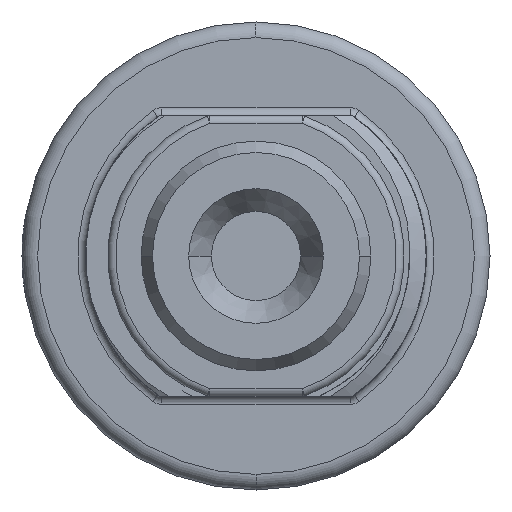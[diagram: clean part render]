
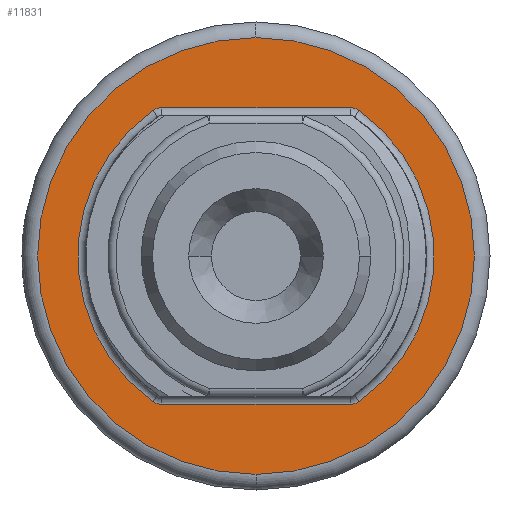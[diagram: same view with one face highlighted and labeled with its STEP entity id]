
A CAD part, front view. The second image highlights one B-rep face of the part: STEP entity #11831.
In plain terms, the highlighted planar face has unit normal (0, -1, 0).
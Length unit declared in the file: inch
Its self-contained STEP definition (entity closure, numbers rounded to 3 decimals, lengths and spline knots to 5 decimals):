
#1701=CARTESIAN_POINT('',(0.,-0.07874,0.));
#1702=DIRECTION('',(0.,1.,0.));
#1703=DIRECTION('',(0.,0.,-1.));
#1704=AXIS2_PLACEMENT_3D('',#1701,#1702,#1703);
#1706=CARTESIAN_POINT('',(0.,-0.07874,0.));
#1707=DIRECTION('',(0.,1.,0.));
#1708=DIRECTION('',(0.,0.,1.));
#1709=AXIS2_PLACEMENT_3D('',#1706,#1707,#1708);
#1711=CARTESIAN_POINT('',(0.,-0.07874,0.));
#1712=DIRECTION('',(0.,-1.,0.));
#1713=DIRECTION('',(-0.579,0.,0.815));
#1714=AXIS2_PLACEMENT_3D('',#1711,#1712,#1713);
#1716=CARTESIAN_POINT('',(-0.23763,-0.07874,
-0.33465));
#1717=DIRECTION('',(0.,1.,0.));
#1718=DIRECTION('',(0.,0.,-1.));
#1719=AXIS2_PLACEMENT_3D('',#1716,#1717,#1718);
#1721=DIRECTION('',(-1.,0.,0.));
#1722=VECTOR('',#1721,0.47526);
#1723=CARTESIAN_POINT('',(0.23763,-0.07874,
-0.37402));
#1724=LINE('',#1723,#1722);
#1725=CARTESIAN_POINT('',(0.23763,-0.07874,
-0.33465));
#1726=DIRECTION('',(0.,1.,0.));
#1727=DIRECTION('',(0.579,0.,-0.815));
#1728=AXIS2_PLACEMENT_3D('',#1725,#1726,#1727);
#1730=CARTESIAN_POINT('',(0.,-0.07874,0.));
#1731=DIRECTION('',(0.,-1.,0.));
#1732=DIRECTION('',(0.579,0.,-0.815));
#1733=AXIS2_PLACEMENT_3D('',#1730,#1731,#1732);
#1735=CARTESIAN_POINT('',(0.23763,-0.07874,
0.33465));
#1736=DIRECTION('',(0.,1.,0.));
#1737=DIRECTION('',(0.,0.,1.));
#1738=AXIS2_PLACEMENT_3D('',#1735,#1736,#1737);
#1740=DIRECTION('',(-1.,0.,0.));
#1741=VECTOR('',#1740,0.47526);
#1742=CARTESIAN_POINT('',(0.23763,-0.07874,
0.37402));
#1743=LINE('',#1742,#1741);
#1744=CARTESIAN_POINT('',(-0.23763,-0.07874,
0.33465));
#1745=DIRECTION('',(0.,1.,0.));
#1746=DIRECTION('',(-0.579,0.,0.815));
#1747=AXIS2_PLACEMENT_3D('',#1744,#1745,#1746);
#8700=CARTESIAN_POINT('',(-0.26042,-0.07874,
0.36675));
#8701=CARTESIAN_POINT('',(-0.26042,-0.07874,
-0.36675));
#8702=VERTEX_POINT('',#8700);
#8703=VERTEX_POINT('',#8701);
#8712=CARTESIAN_POINT('',(0.23763,-0.07874,
0.37402));
#8713=CARTESIAN_POINT('',(-0.23763,-0.07874,
0.37402));
#8714=VERTEX_POINT('',#8712);
#8715=VERTEX_POINT('',#8713);
#8716=CARTESIAN_POINT('',(0.26042,-0.07874,
-0.36675));
#8717=CARTESIAN_POINT('',(0.26042,-0.07874,
0.36675));
#8718=VERTEX_POINT('',#8716);
#8719=VERTEX_POINT('',#8717);
#8728=CARTESIAN_POINT('',(0.23763,-0.07874,
-0.37402));
#8729=CARTESIAN_POINT('',(-0.23763,-0.07874,
-0.37402));
#8730=VERTEX_POINT('',#8728);
#8731=VERTEX_POINT('',#8729);
#8762=CARTESIAN_POINT('',(0.,-0.07874,-0.55118));
#8763=CARTESIAN_POINT('',(0.,-0.07874,0.55118));
#8764=VERTEX_POINT('',#8762);
#8765=VERTEX_POINT('',#8763);
#11803=CARTESIAN_POINT('',(0.,-0.07874,0.));
#11804=DIRECTION('',(0.,-1.,0.));
#11805=DIRECTION('',(0.,0.,1.));
#11806=AXIS2_PLACEMENT_3D('',#11803,#11804,#11805);
#11807=PLANE('',#11806);
#11809=ORIENTED_EDGE('',*,*,#11808,.T.);
#11811=ORIENTED_EDGE('',*,*,#11810,.T.);
#11812=EDGE_LOOP('',(#11809,#11811));
#11813=FACE_OUTER_BOUND('',#11812,.F.);
#11815=ORIENTED_EDGE('',*,*,#11814,.T.);
#11817=ORIENTED_EDGE('',*,*,#11816,.F.);
#11819=ORIENTED_EDGE('',*,*,#11818,.F.);
#11821=ORIENTED_EDGE('',*,*,#11820,.F.);
#11823=ORIENTED_EDGE('',*,*,#11822,.T.);
#11824=ORIENTED_EDGE('',*,*,#11793,.F.);
#11826=ORIENTED_EDGE('',*,*,#11825,.T.);
#11828=ORIENTED_EDGE('',*,*,#11827,.F.);
#11829=EDGE_LOOP('',(#11815,#11817,#11819,#11821,#11823,#11824,#11826,#11828));
#11830=FACE_BOUND('',#11829,.F.);
#11831=ADVANCED_FACE('',(#11813,#11830),#11807,.T.);
#1705=CIRCLE('',#1704,0.55118);
#1710=CIRCLE('',#1709,0.55118);
#1715=CIRCLE('',#1714,0.4498);
#1720=CIRCLE('',#1719,0.03937);
#1729=CIRCLE('',#1728,0.03937);
#1734=CIRCLE('',#1733,0.4498);
#1739=CIRCLE('',#1738,0.03937);
#1748=CIRCLE('',#1747,0.03937);
#11793=EDGE_CURVE('',#8714,#8719,#1739,.T.);
#11808=EDGE_CURVE('',#8764,#8765,#1705,.T.);
#11810=EDGE_CURVE('',#8765,#8764,#1710,.T.);
#11814=EDGE_CURVE('',#8702,#8703,#1715,.T.);
#11816=EDGE_CURVE('',#8731,#8703,#1720,.T.);
#11818=EDGE_CURVE('',#8730,#8731,#1724,.T.);
#11820=EDGE_CURVE('',#8718,#8730,#1729,.T.);
#11822=EDGE_CURVE('',#8718,#8719,#1734,.T.);
#11825=EDGE_CURVE('',#8714,#8715,#1743,.T.);
#11827=EDGE_CURVE('',#8702,#8715,#1748,.T.);
